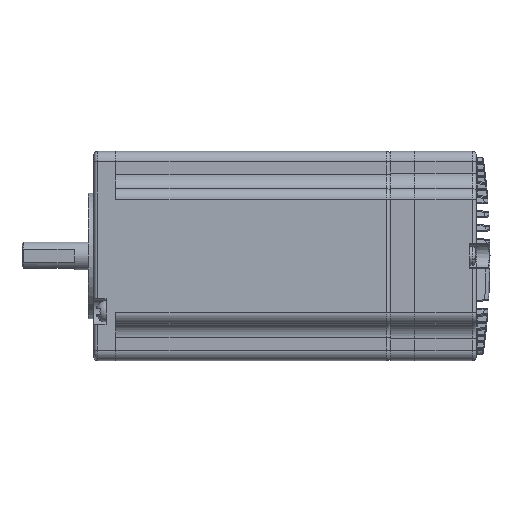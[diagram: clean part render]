
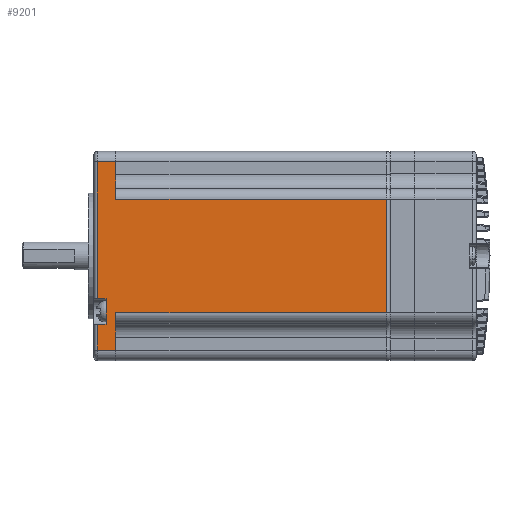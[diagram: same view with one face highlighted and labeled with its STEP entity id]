
A CAD part, front view. The second image highlights one B-rep face of the part: STEP entity #9201.
In plain terms, the highlighted face is planar.
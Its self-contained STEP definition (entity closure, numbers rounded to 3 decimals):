
#21 = DIRECTION ( 'NONE',  ( 0., 1., 0. ) ) ;
#497 = CARTESIAN_POINT ( 'NONE',  ( 42.576, 215.692, -212. ) ) ;
#3363 = DIRECTION ( 'NONE',  ( -1., 0., 0. ) ) ;
#3468 = AXIS2_PLACEMENT_3D ( 'NONE', #102301, #21, #91770 ) ;
#8557 = ORIENTED_EDGE ( 'NONE', *, *, #32907, .T. ) ;
#8628 = EDGE_CURVE ( 'NONE', #24353, #37836, #65954, .T. ) ;
#9201 = ADVANCED_FACE ( 'NONE', ( #45463 ), #111607, .T. ) ;
#11674 = CARTESIAN_POINT ( 'NONE',  ( 45.876, 215.692, -212. ) ) ;
#12397 = ORIENTED_EDGE ( 'NONE', *, *, #68614, .T. ) ;
#12505 = LINE ( 'NONE', #67318, #109867 ) ;
#12678 = CARTESIAN_POINT ( 'NONE',  ( 92.176, 215.692, -211. ) ) ;
#12923 = DIRECTION ( 'NONE',  ( 0., 0., 1. ) ) ;
#13104 = DIRECTION ( 'NONE',  ( -1., 0., 0. ) ) ;
#15866 = DIRECTION ( 'NONE',  ( 0., 0., -1. ) ) ;
#16033 = CARTESIAN_POINT ( 'NONE',  ( 89.176, 215.692, -205.7 ) ) ;
#16455 = ORIENTED_EDGE ( 'NONE', *, *, #79112, .T. ) ;
#17924 = VECTOR ( 'NONE', #66516, 1000. ) ;
#19344 = LINE ( 'NONE', #49018, #17924 ) ;
#19669 = VERTEX_POINT ( 'NONE', #94120 ) ;
#20543 = CARTESIAN_POINT ( 'NONE',  ( 42.576, 215.692, -211. ) ) ;
#22769 = EDGE_CURVE ( 'NONE', #100959, #31008, #19344, .T. ) ;
#24327 = CARTESIAN_POINT ( 'NONE',  ( 45.876, 215.692, -128. ) ) ;
#24353 = VERTEX_POINT ( 'NONE', #47116 ) ;
#29855 = ORIENTED_EDGE ( 'NONE', *, *, #92356, .T. ) ;
#31008 = VERTEX_POINT ( 'NONE', #92699 ) ;
#32065 = VERTEX_POINT ( 'NONE', #42776 ) ;
#32907 = EDGE_CURVE ( 'NONE', #74956, #32065, #12505, .T. ) ;
#35230 = EDGE_LOOP ( 'NONE', ( #12397, #89688, #48110, #106065, #29855, #16455, #8557, #70200, #86672, #87008, #38064, #103044 ) ) ;
#36723 = LINE ( 'NONE', #41422, #99208 ) ;
#37836 = VERTEX_POINT ( 'NONE', #71460 ) ;
#38064 = ORIENTED_EDGE ( 'NONE', *, *, #79317, .F. ) ;
#39650 = EDGE_CURVE ( 'NONE', #32065, #88154, #56925, .T. ) ;
#41209 = VECTOR ( 'NONE', #110172, 1000. ) ;
#41422 = CARTESIAN_POINT ( 'NONE',  ( 92.176, 215.692, -211. ) ) ;
#41827 = VECTOR ( 'NONE', #77338, 1000. ) ;
#42776 = CARTESIAN_POINT ( 'NONE',  ( 49.976, 215.692, -208.5 ) ) ;
#45215 = CARTESIAN_POINT ( 'NONE',  ( 92.176, 215.692, -205.7 ) ) ;
#45463 = FACE_OUTER_BOUND ( 'NONE', #35230, .T. ) ;
#47116 = CARTESIAN_POINT ( 'NONE',  ( 45.876, 215.692, -205.7 ) ) ;
#48110 = ORIENTED_EDGE ( 'NONE', *, *, #120137, .T. ) ;
#48864 = VERTEX_POINT ( 'NONE', #84421 ) ;
#49018 = CARTESIAN_POINT ( 'NONE',  ( 92.176, 215.692, -128. ) ) ;
#52460 = LINE ( 'NONE', #71467, #85869 ) ;
#55309 = VERTEX_POINT ( 'NONE', #20543 ) ;
#55991 = CARTESIAN_POINT ( 'NONE',  ( 49.976, 215.692, -211. ) ) ;
#56066 = DIRECTION ( 'NONE',  ( 1., 0., 0. ) ) ;
#56925 = LINE ( 'NONE', #98248, #74393 ) ;
#61321 = EDGE_CURVE ( 'NONE', #55309, #19669, #36723, .T. ) ;
#64352 = VECTOR ( 'NONE', #88243, 1000. ) ;
#65107 = VERTEX_POINT ( 'NONE', #16033 ) ;
#65954 = LINE ( 'NONE', #82499, #41209 ) ;
#66516 = DIRECTION ( 'NONE',  ( 1., 0., 0. ) ) ;
#67140 = VERTEX_POINT ( 'NONE', #117832 ) ;
#67318 = CARTESIAN_POINT ( 'NONE',  ( 49.976, 215.692, -212. ) ) ;
#68614 = EDGE_CURVE ( 'NONE', #24353, #100959, #88307, .T. ) ;
#70200 = ORIENTED_EDGE ( 'NONE', *, *, #39650, .T. ) ;
#71460 = CARTESIAN_POINT ( 'NONE',  ( 35.176, 215.692, -205.7 ) ) ;
#71467 = CARTESIAN_POINT ( 'NONE',  ( 35.176, 215.692, -212. ) ) ;
#74393 = VECTOR ( 'NONE', #116471, 1000. ) ;
#74956 = VERTEX_POINT ( 'NONE', #55991 ) ;
#76367 = VECTOR ( 'NONE', #104774, 1000. ) ;
#77259 = VECTOR ( 'NONE', #13104, 1000. ) ;
#77338 = DIRECTION ( 'NONE',  ( 0., 0., 1. ) ) ;
#79048 = CARTESIAN_POINT ( 'NONE',  ( 78.476, 215.692, -212. ) ) ;
#79112 = EDGE_CURVE ( 'NONE', #48864, #74956, #106292, .T. ) ;
#79317 = EDGE_CURVE ( 'NONE', #37836, #19669, #52460, .T. ) ;
#81140 = LINE ( 'NONE', #79048, #95764 ) ;
#82499 = CARTESIAN_POINT ( 'NONE',  ( 31.641, 215.692, -205.7 ) ) ;
#82851 = LINE ( 'NONE', #45215, #90139 ) ;
#84421 = CARTESIAN_POINT ( 'NONE',  ( 89.176, 215.692, -211. ) ) ;
#85739 = CARTESIAN_POINT ( 'NONE',  ( 42.576, 215.692, -208.5 ) ) ;
#85869 = VECTOR ( 'NONE', #15866, 1000. ) ;
#86672 = ORIENTED_EDGE ( 'NONE', *, *, #88564, .T. ) ;
#87008 = ORIENTED_EDGE ( 'NONE', *, *, #61321, .T. ) ;
#88154 = VERTEX_POINT ( 'NONE', #85739 ) ;
#88243 = DIRECTION ( 'NONE',  ( 0., 0., -1. ) ) ;
#88307 = LINE ( 'NONE', #11674, #41827 ) ;
#88564 = EDGE_CURVE ( 'NONE', #88154, #55309, #111214, .T. ) ;
#89688 = ORIENTED_EDGE ( 'NONE', *, *, #22769, .T. ) ;
#90139 = VECTOR ( 'NONE', #56066, 1000. ) ;
#91770 = DIRECTION ( 'NONE',  ( 0., 0., 1. ) ) ;
#92356 = EDGE_CURVE ( 'NONE', #65107, #48864, #113698, .T. ) ;
#92699 = CARTESIAN_POINT ( 'NONE',  ( 78.476, 215.692, -128. ) ) ;
#94120 = CARTESIAN_POINT ( 'NONE',  ( 35.176, 215.692, -211. ) ) ;
#95764 = VECTOR ( 'NONE', #96571, 1000. ) ;
#96571 = DIRECTION ( 'NONE',  ( 0., 0., -1. ) ) ;
#98248 = CARTESIAN_POINT ( 'NONE',  ( 92.176, 215.692, -208.5 ) ) ;
#98421 = CARTESIAN_POINT ( 'NONE',  ( 89.176, 215.692, -212. ) ) ;
#99208 = VECTOR ( 'NONE', #3363, 1000. ) ;
#100959 = VERTEX_POINT ( 'NONE', #24327 ) ;
#102301 = CARTESIAN_POINT ( 'NONE',  ( 92.176, 215.692, -212. ) ) ;
#103044 = ORIENTED_EDGE ( 'NONE', *, *, #8628, .F. ) ;
#104774 = DIRECTION ( 'NONE',  ( 0., 0., -1. ) ) ;
#106065 = ORIENTED_EDGE ( 'NONE', *, *, #115396, .T. ) ;
#106292 = LINE ( 'NONE', #12678, #77259 ) ;
#109867 = VECTOR ( 'NONE', #12923, 1000. ) ;
#110172 = DIRECTION ( 'NONE',  ( -1., 0., 0. ) ) ;
#111214 = LINE ( 'NONE', #497, #76367 ) ;
#111607 = PLANE ( 'NONE',  #3468 ) ;
#113698 = LINE ( 'NONE', #98421, #64352 ) ;
#115396 = EDGE_CURVE ( 'NONE', #67140, #65107, #82851, .T. ) ;
#116471 = DIRECTION ( 'NONE',  ( -1., 0., 0. ) ) ;
#117832 = CARTESIAN_POINT ( 'NONE',  ( 78.476, 215.692, -205.7 ) ) ;
#120137 = EDGE_CURVE ( 'NONE', #31008, #67140, #81140, .T. ) ;
